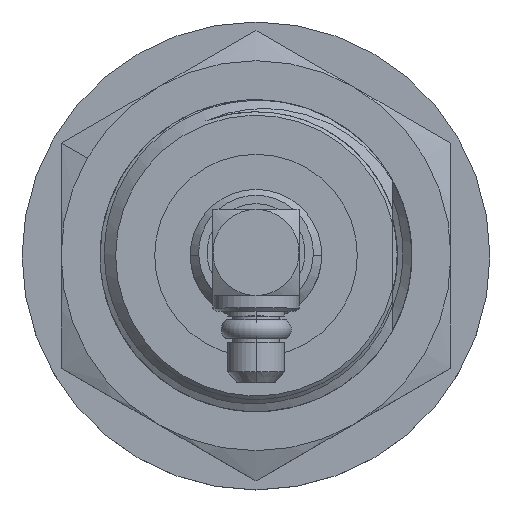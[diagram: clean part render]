
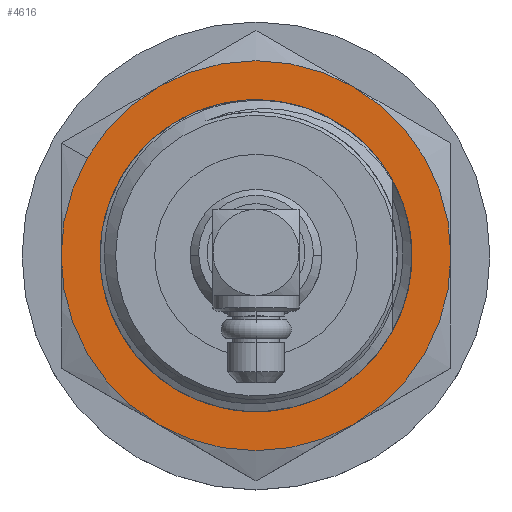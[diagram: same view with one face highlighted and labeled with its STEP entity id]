
A CAD part, top view. The second image highlights one B-rep face of the part: STEP entity #4616.
In plain terms, the highlighted face is planar.
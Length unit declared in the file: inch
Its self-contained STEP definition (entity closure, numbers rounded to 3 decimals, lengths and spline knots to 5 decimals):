
#315 = VERTEX_POINT ( 'NONE', #11181 ) ;
#575 = ORIENTED_EDGE ( 'NONE', *, *, #23722, .T. ) ;
#849 = CARTESIAN_POINT ( 'NONE',  ( 0.76499, 0., 0.3125 ) ) ;
#910 = AXIS2_PLACEMENT_3D ( 'NONE', #12666, #8802, #20467 ) ;
#933 = CIRCLE ( 'NONE', #14096, 0.3125 ) ;
#1521 = ORIENTED_EDGE ( 'NONE', *, *, #5104, .T. ) ;
#1668 = DIRECTION ( 'NONE',  ( 0., 0., 1. ) ) ;
#2059 = ORIENTED_EDGE ( 'NONE', *, *, #24645, .T. ) ;
#2507 = CARTESIAN_POINT ( 'NONE',  ( 0.76499, 0., 0. ) ) ;
#3069 = ORIENTED_EDGE ( 'NONE', *, *, #18754, .T. ) ;
#3901 = VERTEX_POINT ( 'NONE', #4200 ) ;
#4074 = ORIENTED_EDGE ( 'NONE', *, *, #22734, .T. ) ;
#4200 = CARTESIAN_POINT ( 'NONE',  ( 0.76499, -0.27063, 0.15625 ) ) ;
#4616 = ADVANCED_FACE ( 'NONE', ( #17091, #24795 ), #9524, .F. ) ;
#4955 = DIRECTION ( 'NONE',  ( 0., -0.5, -0.866 ) ) ;
#5104 = EDGE_CURVE ( 'NONE', #19159, #20983, #8707, .T. ) ;
#5842 = EDGE_CURVE ( 'NONE', #14435, #3901, #25099, .T. ) ;
#6210 = CIRCLE ( 'NONE', #20542, 0.3125 ) ;
#6389 = AXIS2_PLACEMENT_3D ( 'NONE', #7319, #15056, #1668 ) ;
#6841 = EDGE_CURVE ( 'NONE', #315, #19760, #9000, .T. ) ;
#7319 = CARTESIAN_POINT ( 'NONE',  ( 0.76499, 0., 0. ) ) ;
#7746 = DIRECTION ( 'NONE',  ( -1., 0., 0. ) ) ;
#8358 = CARTESIAN_POINT ( 'NONE',  ( 0.76499, 0., 0. ) ) ;
#8519 = DIRECTION ( 'NONE',  ( 1., 0., 0. ) ) ;
#8682 = DIRECTION ( 'NONE',  ( 1., 0., 0. ) ) ;
#8707 = CIRCLE ( 'NONE', #22222, 0.25 ) ;
#8802 = DIRECTION ( 'NONE',  ( 1., 0., 0. ) ) ;
#9000 = CIRCLE ( 'NONE', #12298, 0.3125 ) ;
#9524 = PLANE ( 'NONE',  #6389 ) ;
#9562 = CIRCLE ( 'NONE', #18569, 0.3125 ) ;
#9702 = EDGE_LOOP ( 'NONE', ( #2059, #23174, #575, #14978, #3069, #23348, #14679 ) ) ;
#9743 = DIRECTION ( 'NONE',  ( 0., -0.5, -0.866 ) ) ;
#9822 = CARTESIAN_POINT ( 'NONE',  ( 0.76499, 0., 0. ) ) ;
#10548 = CARTESIAN_POINT ( 'NONE',  ( 0.76499, 0.27063, -0.15625 ) ) ;
#10647 = CARTESIAN_POINT ( 'NONE',  ( 0.76499, 0., 0. ) ) ;
#11181 = CARTESIAN_POINT ( 'NONE',  ( 0.76499, -0.15625, -0.27063 ) ) ;
#11613 = VERTEX_POINT ( 'NONE', #10548 ) ;
#12298 = AXIS2_PLACEMENT_3D ( 'NONE', #2507, #8682, #20485 ) ;
#12343 = DIRECTION ( 'NONE',  ( -1., 0., 0. ) ) ;
#12666 = CARTESIAN_POINT ( 'NONE',  ( 0.76499, 0., 0. ) ) ;
#13430 = DIRECTION ( 'NONE',  ( 0., -0.5, -0.866 ) ) ;
#13801 = CARTESIAN_POINT ( 'NONE',  ( 0.76499, 0.02985, -0.24821 ) ) ;
#14082 = AXIS2_PLACEMENT_3D ( 'NONE', #14673, #20688, #25053 ) ;
#14096 = AXIS2_PLACEMENT_3D ( 'NONE', #8358, #18370, #18494 ) ;
#14318 = DIRECTION ( 'NONE',  ( 0., -0.5, -0.866 ) ) ;
#14435 = VERTEX_POINT ( 'NONE', #19168 ) ;
#14499 = DIRECTION ( 'NONE',  ( 1., 0., 0. ) ) ;
#14673 = CARTESIAN_POINT ( 'NONE',  ( 0.76499, 0., 0. ) ) ;
#14679 = ORIENTED_EDGE ( 'NONE', *, *, #5842, .F. ) ;
#14855 = AXIS2_PLACEMENT_3D ( 'NONE', #9822, #7746, #13430 ) ;
#14978 = ORIENTED_EDGE ( 'NONE', *, *, #19074, .T. ) ;
#15056 = DIRECTION ( 'NONE',  ( -1., 0., 0. ) ) ;
#15394 = CARTESIAN_POINT ( 'NONE',  ( 0.76499, 0., 0. ) ) ;
#15516 = DIRECTION ( 'NONE',  ( 1., 0., 0. ) ) ;
#16683 = DIRECTION ( 'NONE',  ( 0., -0.5, -0.866 ) ) ;
#17091 = FACE_BOUND ( 'NONE', #24010, .T. ) ;
#18370 = DIRECTION ( 'NONE',  ( 1., 0., 0. ) ) ;
#18494 = DIRECTION ( 'NONE',  ( 0., -0.5, -0.866 ) ) ;
#18569 = AXIS2_PLACEMENT_3D ( 'NONE', #10647, #14499, #4955 ) ;
#18572 = CIRCLE ( 'NONE', #14082, 0.25 ) ;
#18754 = EDGE_CURVE ( 'NONE', #23953, #19103, #19398, .T. ) ;
#18958 = CIRCLE ( 'NONE', #21803, 0.3125 ) ;
#19074 = EDGE_CURVE ( 'NONE', #11613, #23953, #9562, .T. ) ;
#19103 = VERTEX_POINT ( 'NONE', #849 ) ;
#19159 = VERTEX_POINT ( 'NONE', #25383 ) ;
#19168 = CARTESIAN_POINT ( 'NONE',  ( 0.76499, -0.27063, -0.15625 ) ) ;
#19398 = CIRCLE ( 'NONE', #910, 0.3125 ) ;
#19549 = CARTESIAN_POINT ( 'NONE',  ( 0.76499, 0., -0.3125 ) ) ;
#19760 = VERTEX_POINT ( 'NONE', #19549 ) ;
#20102 = EDGE_CURVE ( 'NONE', #19103, #3901, #933, .T. ) ;
#20467 = DIRECTION ( 'NONE',  ( 0., -0.5, -0.866 ) ) ;
#20485 = DIRECTION ( 'NONE',  ( 0., -0.5, -0.866 ) ) ;
#20520 = CARTESIAN_POINT ( 'NONE',  ( 0.76499, 0., 0. ) ) ;
#20542 = AXIS2_PLACEMENT_3D ( 'NONE', #22004, #8519, #14318 ) ;
#20688 = DIRECTION ( 'NONE',  ( -1., 0., 0. ) ) ;
#20983 = VERTEX_POINT ( 'NONE', #13801 ) ;
#21803 = AXIS2_PLACEMENT_3D ( 'NONE', #15394, #15516, #9743 ) ;
#22004 = CARTESIAN_POINT ( 'NONE',  ( 0.76499, 0., 0. ) ) ;
#22222 = AXIS2_PLACEMENT_3D ( 'NONE', #20520, #12343, #16683 ) ;
#22380 = CARTESIAN_POINT ( 'NONE',  ( 0.76499, 0.27063, 0.15625 ) ) ;
#22734 = EDGE_CURVE ( 'NONE', #20983, #19159, #18572, .T. ) ;
#23174 = ORIENTED_EDGE ( 'NONE', *, *, #6841, .T. ) ;
#23348 = ORIENTED_EDGE ( 'NONE', *, *, #20102, .T. ) ;
#23722 = EDGE_CURVE ( 'NONE', #19760, #11613, #18958, .T. ) ;
#23953 = VERTEX_POINT ( 'NONE', #22380 ) ;
#24010 = EDGE_LOOP ( 'NONE', ( #4074, #1521 ) ) ;
#24645 = EDGE_CURVE ( 'NONE', #14435, #315, #6210, .T. ) ;
#24795 = FACE_OUTER_BOUND ( 'NONE', #9702, .T. ) ;
#25053 = DIRECTION ( 'NONE',  ( 0., -0.5, -0.866 ) ) ;
#25099 = CIRCLE ( 'NONE', #14855, 0.3125 ) ;
#25383 = CARTESIAN_POINT ( 'NONE',  ( 0.76499, 0.19662, -0.1544 ) ) ;
